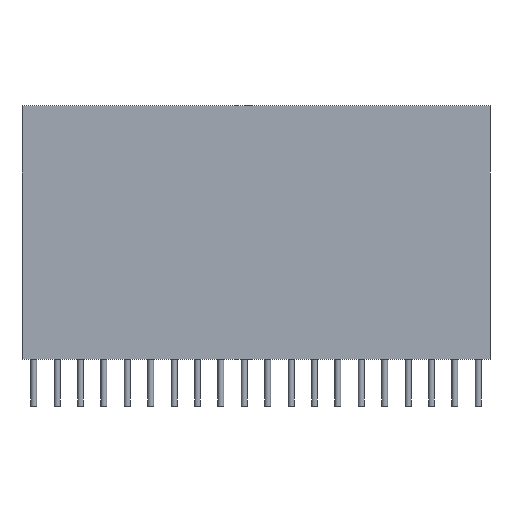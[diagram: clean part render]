
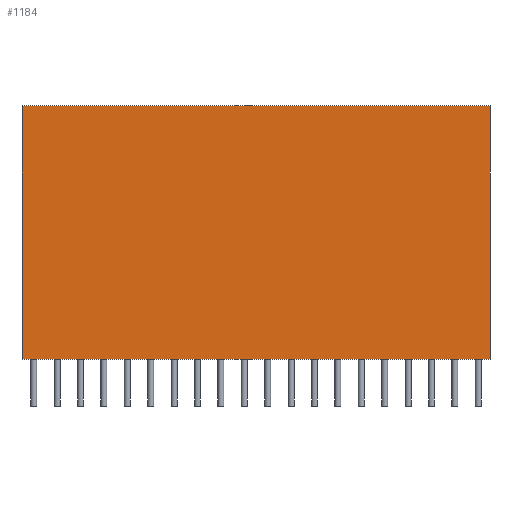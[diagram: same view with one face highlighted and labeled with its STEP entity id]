
A CAD part, front view. The second image highlights one B-rep face of the part: STEP entity #1184.
In plain terms, the highlighted planar face has unit normal (0, -1, 0).
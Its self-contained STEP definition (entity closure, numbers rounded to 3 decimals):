
#1184=ADVANCED_FACE('',(#1190),#1185,.T.);
#1185=PLANE('',#1186);
#1186=AXIS2_PLACEMENT_3D('',#1187,#1188,#1189);
#1187=CARTESIAN_POINT('',(-1.27,-5.994,0.0));
#1188=DIRECTION('',(0.0,-1.0,0.0));
#1189=DIRECTION('',(0.,0.,1.));
#1190=FACE_OUTER_BOUND('',#1191,.T.);
#1191=EDGE_LOOP('',(#1192,#1202,#1212,#1222));
#1195=CARTESIAN_POINT('',(49.53,-5.994,0.0));
#1194=VERTEX_POINT('',#1195);
#1197=CARTESIAN_POINT('',(-1.27,-5.994,0.0));
#1196=VERTEX_POINT('',#1197);
#1193=EDGE_CURVE('',#1194,#1196,#1198,.T.);
#1198=LINE('',#1195,#1200);
#1200=VECTOR('',#1201,50.8);
#1201=DIRECTION('',(-1.0,0.0,0.0));
#1192=ORIENTED_EDGE('',*,*,#1193,.F.);
#1205=CARTESIAN_POINT('',(49.53,-5.994,27.508));
#1204=VERTEX_POINT('',#1205);
#1203=EDGE_CURVE('',#1204,#1194,#1208,.T.);
#1208=LINE('',#1205,#1210);
#1210=VECTOR('',#1211,27.508);
#1211=DIRECTION('',(0.0,0.0,-1.0));
#1202=ORIENTED_EDGE('',*,*,#1203,.F.);
#1215=CARTESIAN_POINT('',(-1.27,-5.994,27.508));
#1214=VERTEX_POINT('',#1215);
#1213=EDGE_CURVE('',#1214,#1204,#1218,.T.);
#1218=LINE('',#1215,#1220);
#1220=VECTOR('',#1221,50.8);
#1221=DIRECTION('',(1.0,0.0,0.0));
#1212=ORIENTED_EDGE('',*,*,#1213,.F.);
#1223=EDGE_CURVE('',#1196,#1214,#1228,.T.);
#1228=LINE('',#1197,#1230);
#1230=VECTOR('',#1231,27.508);
#1231=DIRECTION('',(0.0,0.0,1.0));
#1222=ORIENTED_EDGE('',*,*,#1223,.F.);
